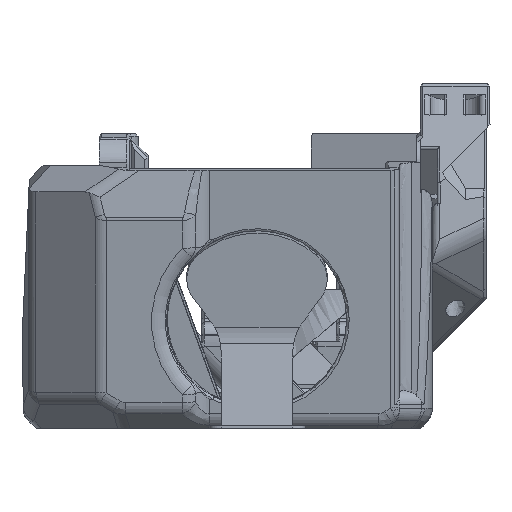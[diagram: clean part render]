
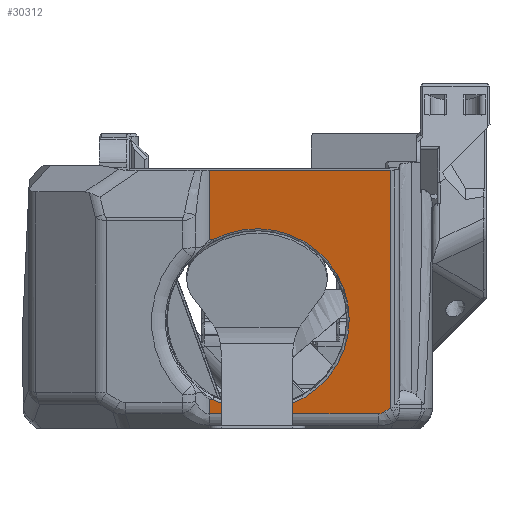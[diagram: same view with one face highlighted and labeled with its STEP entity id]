
A CAD part, left-side view. The second image highlights one B-rep face of the part: STEP entity #30312.
In plain terms, the highlighted planar face has unit normal (-0.985, 0, -0.174).
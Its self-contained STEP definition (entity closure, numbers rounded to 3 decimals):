
#967=CIRCLE('',#31819,14.4);
#1763=ELLIPSE('',#32604,3.203,2.);
#3118=LINE('',#52988,#5699);
#3127=LINE('',#53026,#5708);
#3239=LINE('',#53589,#5820);
#3240=LINE('',#53591,#5821);
#3241=LINE('',#53595,#5822);
#3242=LINE('',#53597,#5823);
#5699=VECTOR('',#37442,1000.);
#5708=VECTOR('',#37467,1000.);
#5820=VECTOR('',#37791,1000.);
#5821=VECTOR('',#37792,1000.);
#5822=VECTOR('',#37795,1000.);
#5823=VECTOR('',#37796,1000.);
#7521=PLANE('',#32603);
#12358=ORIENTED_EDGE('',*,*,#19599,.T.);
#12359=ORIENTED_EDGE('',*,*,#18214,.T.);
#12360=ORIENTED_EDGE('',*,*,#19786,.T.);
#12361=ORIENTED_EDGE('',*,*,#19787,.T.);
#12362=ORIENTED_EDGE('',*,*,#19788,.T.);
#12363=ORIENTED_EDGE('',*,*,#19789,.F.);
#12364=ORIENTED_EDGE('',*,*,#19790,.F.);
#12365=ORIENTED_EDGE('',*,*,#19791,.F.);
#12366=ORIENTED_EDGE('',*,*,#19582,.F.);
#12367=ORIENTED_EDGE('',*,*,#19597,.T.);
#18214=EDGE_CURVE('',#22519,#22520,#967,.T.);
#19582=EDGE_CURVE('',#23456,#23457,#3118,.T.);
#19597=EDGE_CURVE('',#23456,#23466,#3127,.F.);
#19599=EDGE_CURVE('',#23466,#22519,#25339,.F.);
#19786=EDGE_CURVE('',#22520,#23585,#25361,.T.);
#19787=EDGE_CURVE('',#23585,#23586,#3239,.F.);
#19788=EDGE_CURVE('',#23586,#23587,#3240,.T.);
#19789=EDGE_CURVE('',#23588,#23587,#1763,.F.);
#19790=EDGE_CURVE('',#23589,#23588,#3241,.T.);
#19791=EDGE_CURVE('',#23457,#23589,#3242,.F.);
#22519=VERTEX_POINT('',#46263);
#22520=VERTEX_POINT('',#46264);
#23456=VERTEX_POINT('',#52987);
#23457=VERTEX_POINT('',#52989);
#23466=VERTEX_POINT('',#53025);
#23585=VERTEX_POINT('',#53588);
#23586=VERTEX_POINT('',#53590);
#23587=VERTEX_POINT('',#53592);
#23588=VERTEX_POINT('',#53594);
#23589=VERTEX_POINT('',#53596);
#25339=B_SPLINE_CURVE_WITH_KNOTS('',3,(#53053,#53054,#53055,#53056),
 .UNSPECIFIED.,.F.,.F.,(4,4),(0.001,0.001),
 .UNSPECIFIED.);
#25361=B_SPLINE_CURVE_WITH_KNOTS('',3,(#53584,#53585,#53586,#53587),
 .UNSPECIFIED.,.F.,.F.,(4,4),(0.001,0.001),
 .UNSPECIFIED.);
#26552=EDGE_LOOP('',(#12358,#12359,#12360,#12361,#12362,#12363,#12364,#12365,
#12366,#12367));
#28438=FACE_BOUND('',#26552,.T.);
#30312=ADVANCED_FACE('',(#28438),#7521,.F.);
#31819=AXIS2_PLACEMENT_3D('',#46262,#35426,#35427);
#32603=AXIS2_PLACEMENT_3D('',#53583,#37789,#37790);
#32604=AXIS2_PLACEMENT_3D('',#53593,#37793,#37794);
#35426=DIRECTION('',(0.985,0.,0.174));
#35427=DIRECTION('',(0.174,0.,-0.985));
#37442=DIRECTION('',(0.,-1.,0.));
#37467=DIRECTION('',(-0.174,0.,0.985));
#37789=DIRECTION('',(0.985,0.,0.174));
#37790=DIRECTION('',(-0.174,0.,0.985));
#37791=DIRECTION('',(-0.174,0.,0.985));
#37792=DIRECTION('',(0.,-1.,0.));
#37793=DIRECTION('',(-0.985,0.,-0.174));
#37794=DIRECTION('',(-0.165,-0.304,0.938));
#37795=DIRECTION('',(0.097,0.829,-0.551));
#37796=DIRECTION('',(-0.174,0.,0.985));
#46262=CARTESIAN_POINT('',(-30.458,4.853,16.973));
#46263=CARTESIAN_POINT('',(-32.651,11.767,29.413));
#46264=CARTESIAN_POINT('',(-28.264,11.767,4.533));
#52987=CARTESIAN_POINT('',(-34.572,12.27,40.304));
#52988=CARTESIAN_POINT('',(-34.572,24.853,40.304));
#52989=CARTESIAN_POINT('',(-34.572,-16.002,40.304));
#53025=CARTESIAN_POINT('',(-32.66,12.27,29.463));
#53026=CARTESIAN_POINT('',(-31.185,12.27,21.099));
#53053=CARTESIAN_POINT('',(-32.651,11.767,29.413));
#53054=CARTESIAN_POINT('',(-32.654,11.935,29.425));
#53055=CARTESIAN_POINT('',(-32.657,12.103,29.442));
#53056=CARTESIAN_POINT('',(-32.66,12.27,29.463));
#53583=CARTESIAN_POINT('',(-31.185,24.853,21.099));
#53584=CARTESIAN_POINT('',(-28.264,11.767,4.533));
#53585=CARTESIAN_POINT('',(-28.262,11.935,4.52));
#53586=CARTESIAN_POINT('',(-28.259,12.103,4.503));
#53587=CARTESIAN_POINT('',(-28.255,12.27,4.482));
#53588=CARTESIAN_POINT('',(-28.255,12.27,4.482));
#53589=CARTESIAN_POINT('',(-31.185,12.27,21.099));
#53590=CARTESIAN_POINT('',(-27.864,12.27,2.262));
#53591=CARTESIAN_POINT('',(-27.864,-14.655,2.262));
#53592=CARTESIAN_POINT('',(-27.864,-14.07,2.262));
#53593=CARTESIAN_POINT('',(-28.404,-14.652,5.326));
#53594=CARTESIAN_POINT('',(-27.923,-15.07,2.597));
#53595=CARTESIAN_POINT('',(-27.821,-14.199,2.018));
#53596=CARTESIAN_POINT('',(-28.032,-16.002,3.216));
#53597=CARTESIAN_POINT('',(-7.663,-16.002,-112.301));
